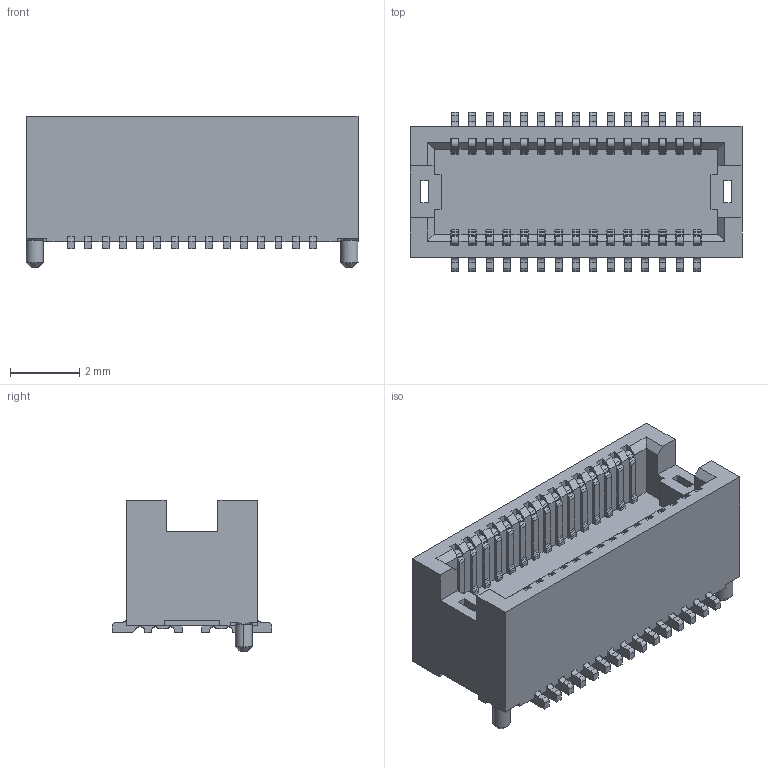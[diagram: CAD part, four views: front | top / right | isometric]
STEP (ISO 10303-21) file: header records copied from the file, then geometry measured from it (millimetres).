
FILE_DESCRIPTION( ('This file contains a STEP AP42 implementation' ,'as created by ZW3D STEP Interface translator.') ,'2;1' );
FILE_NAME( '3622-PXXX-038XXX01.stp' ,'23 316.10 056', (''), ('ZWCAD Software Co.'), 'Version 1.0', 'ZW3D to STEP translator', '' );
FILE_SCHEMA(('AUTOMOTIVE_DESIGN { 1 0 10303 214 1 1 1 1 }'));
Length unit declared in the file: millimetre
Products named in the file (2): 0; 3622-PXXX-038XXX01
Bounding box: 9.6 x 4.6 x 4.38 mm (x, y, z)
Volume: 96.3 mm3; surface area: 258.8 mm2
Topology: 1 solids, 1 shells, 1562 faces, 4762 edges, 3170 vertices
Faces by surface type: plane 1066, cylinder 390, bspline 94, cone 12
Entity records: 59465 total; most frequent: CARTESIAN_POINT 17143, ORIENTED_EDGE 9524, DIRECTION 7096, EDGE_CURVE 4762, VECTOR 3418, LINE 3418, VERTEX_POINT 3170, AXIS2_PLACEMENT_3D 1839
